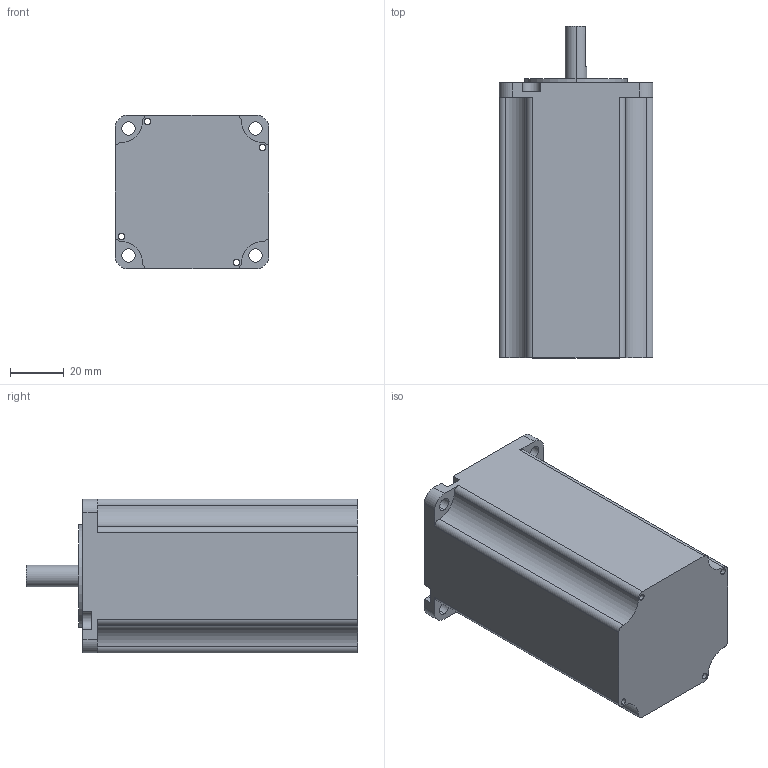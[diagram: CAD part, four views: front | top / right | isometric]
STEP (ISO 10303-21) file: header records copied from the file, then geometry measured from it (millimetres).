
FILE_DESCRIPTION (( 'STEP AP214' ), '1' );
FILE_NAME ('57A3（57HS102-D0821-001）.STEP', '2020-07-31T01:32:53', ( 'wimxt.com' ), ( 'wimxt.com' ), 'SwSTEP 2.0', 'SolidWorks 2014', '' );
FILE_SCHEMA (( 'AUTOMOTIVE_DESIGN' ));
Length unit declared in the file: millimetre
Products named in the file (1): 57A3（57HS102-D0821-001）
Bounding box: 57 x 123 x 57 mm (x, y, z)
Volume: 295650.3 mm3; surface area: 31519.4 mm2
Topology: 1 solids, 1 shells, 67 faces, 189 edges, 126 vertices
Faces by surface type: cylinder 41, plane 26
Entity records: 2273 total; most frequent: DIRECTION 409, CARTESIAN_POINT 383, ORIENTED_EDGE 378, EDGE_CURVE 189, AXIS2_PLACEMENT_3D 152, VERTEX_POINT 126, VECTOR 105, LINE 105
